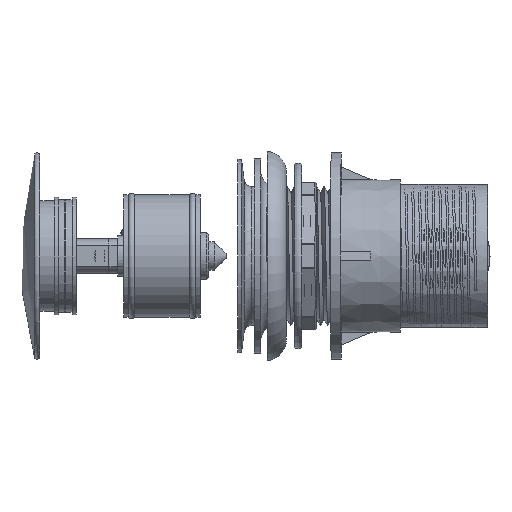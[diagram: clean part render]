
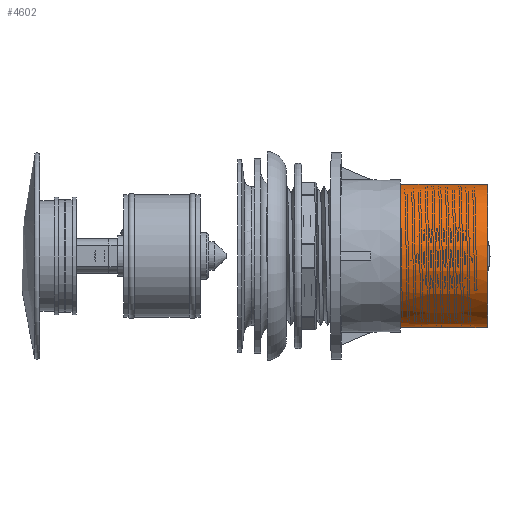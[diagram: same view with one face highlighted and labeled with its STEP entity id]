
A CAD part, left-side view. The second image highlights one B-rep face of the part: STEP entity #4602.
In plain terms, the highlighted conical face has half-angle 0.27 degrees and reference radius 24.389 mm.
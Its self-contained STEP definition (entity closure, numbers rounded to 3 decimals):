
#487=CONICAL_SURFACE('',#6221,24.389,0.27);
#653=B_SPLINE_CURVE_WITH_KNOTS('',3,(#8909,#8910,#8911,#8912,#8913,#8914,
#8915,#8916,#8917,#8918,#8919,#8920,#8921,#8922,#8923,#8924,#8925,#8926),
.UNSPECIFIED.,.F.,.F.,(4,2,2,2,2,2,2,2,4),(0.,0.25,0.375,
0.437,0.5,0.562,0.625,
0.75,1.),.UNSPECIFIED.);
#656=B_SPLINE_CURVE_WITH_KNOTS('',3,(#8948,#8949,#8950,#8951,#8952,#8953,
#8954,#8955,#8956,#8957),.UNSPECIFIED.,.F.,.F.,(4,2,2,2,4),(0.,0.25,0.5,
0.75,1.),.UNSPECIFIED.);
#658=B_SPLINE_CURVE_WITH_KNOTS('',3,(#8963,#8964,#8965,#8966,#8967,#8968,
#8969,#8970,#8971,#8972),.UNSPECIFIED.,.F.,.F.,(4,2,2,2,4),(0.,0.25,0.5,
0.75,1.),.UNSPECIFIED.);
#1042=FACE_OUTER_BOUND('',#1412,.T.);
#1411=EDGE_LOOP('',(#2260));
#1412=EDGE_LOOP('',(#2261,#2262,#2263,#2264));
#2260=ORIENTED_EDGE('',*,*,#3590,.F.);
#2261=ORIENTED_EDGE('',*,*,#3528,.F.);
#2262=ORIENTED_EDGE('',*,*,#3537,.T.);
#2263=ORIENTED_EDGE('',*,*,#3532,.F.);
#2264=ORIENTED_EDGE('',*,*,#3539,.T.);
#3528=EDGE_CURVE('',#5574,#5575,#4219,.T.);
#3532=EDGE_CURVE('',#5577,#5579,#653,.T.);
#3537=EDGE_CURVE('',#5574,#5579,#656,.T.);
#3539=EDGE_CURVE('',#5577,#5575,#658,.T.);
#3590=EDGE_CURVE('',#5618,#5618,#4233,.T.);
#4219=CIRCLE('',#6176,24.389);
#4233=CIRCLE('',#6220,24.25);
#4602=ADVANCED_FACE('',(#5105,#1042),#487,.T.);
#5105=FACE_BOUND('',#1411,.T.);
#5574=VERTEX_POINT('',#8899);
#5575=VERTEX_POINT('',#8901);
#5577=VERTEX_POINT('',#8907);
#5579=VERTEX_POINT('',#8927);
#5618=VERTEX_POINT('',#9128);
#6176=AXIS2_PLACEMENT_3D('',#8900,#7104,#7105);
#6220=AXIS2_PLACEMENT_3D('',#9127,#7214,#7215);
#6221=AXIS2_PLACEMENT_3D('',#9129,#7216,#7217);
#7104=DIRECTION('',(0.005,1.,0.));
#7105=DIRECTION('',(1.,-0.005,0.));
#7214=DIRECTION('',(-0.005,-1.,0.));
#7215=DIRECTION('',(1.,-0.005,0.));
#7216=DIRECTION('',(0.005,1.,0.));
#7217=DIRECTION('',(-1.,0.005,0.));
#8899=CARTESIAN_POINT('',(20.503,-58.719,-13.033));
#8900=CARTESIAN_POINT('',(-0.111,-58.622,0.));
#8901=CARTESIAN_POINT('',(20.503,-58.719,13.033));
#8907=CARTESIAN_POINT('',(24.,-83.941,1.382));
#8909=CARTESIAN_POINT('',(24.,-83.941,1.382));
#8910=CARTESIAN_POINT('',(24.,-84.68,1.26));
#8911=CARTESIAN_POINT('',(24.,-85.416,1.125));
#8912=CARTESIAN_POINT('',(24.,-86.508,0.862));
#8913=CARTESIAN_POINT('',(24.,-86.872,0.765));
#8914=CARTESIAN_POINT('',(24.,-87.402,0.574));
#8915=CARTESIAN_POINT('',(24.,-87.576,0.505));
#8916=CARTESIAN_POINT('',(24.,-87.904,0.323));
#8917=CARTESIAN_POINT('',(24.,-88.103,0.205));
#8918=CARTESIAN_POINT('',(24.,-88.125,-0.179));
#8919=CARTESIAN_POINT('',(24.,-87.925,-0.308));
#8920=CARTESIAN_POINT('',(24.,-87.598,-0.495));
#8921=CARTESIAN_POINT('',(24.,-87.422,-0.567));
#8922=CARTESIAN_POINT('',(24.,-86.889,-0.76));
#8923=CARTESIAN_POINT('',(24.,-86.523,-0.858));
#8924=CARTESIAN_POINT('',(24.,-85.423,-1.124));
#8925=CARTESIAN_POINT('',(24.,-84.683,-1.259));
#8926=CARTESIAN_POINT('',(24.,-83.941,-1.382));
#8927=CARTESIAN_POINT('',(24.,-83.941,-1.382));
#8948=CARTESIAN_POINT('',(20.503,-58.719,-13.033));
#8949=CARTESIAN_POINT('',(19.48,-60.94,-14.615));
#8950=CARTESIAN_POINT('',(18.544,-63.591,-15.651));
#8951=CARTESIAN_POINT('',(18.003,-69.354,-16.203));
#8952=CARTESIAN_POINT('',(18.496,-72.304,-15.66));
#8953=CARTESIAN_POINT('',(20.201,-77.341,-13.286));
#8954=CARTESIAN_POINT('',(21.326,-79.463,-11.493));
#8955=CARTESIAN_POINT('',(23.134,-82.628,-7.036));
#8956=CARTESIAN_POINT('',(23.836,-83.688,-4.295));
#8957=CARTESIAN_POINT('',(24.,-83.941,-1.382));
#8963=CARTESIAN_POINT('',(24.,-83.941,1.382));
#8964=CARTESIAN_POINT('',(23.836,-83.688,4.295));
#8965=CARTESIAN_POINT('',(23.144,-82.644,7.009));
#8966=CARTESIAN_POINT('',(21.325,-79.463,11.497));
#8967=CARTESIAN_POINT('',(20.198,-77.328,13.29));
#8968=CARTESIAN_POINT('',(18.505,-72.334,15.648));
#8969=CARTESIAN_POINT('',(18.005,-69.352,16.201));
#8970=CARTESIAN_POINT('',(18.541,-63.612,15.654));
#8971=CARTESIAN_POINT('',(19.477,-60.946,14.619));
#8972=CARTESIAN_POINT('',(20.503,-58.719,13.033));
#9127=CARTESIAN_POINT('',(-0.251,-88.114,0.));
#9128=CARTESIAN_POINT('',(23.999,-88.229,0.));
#9129=CARTESIAN_POINT('',(-0.111,-58.615,0.));
